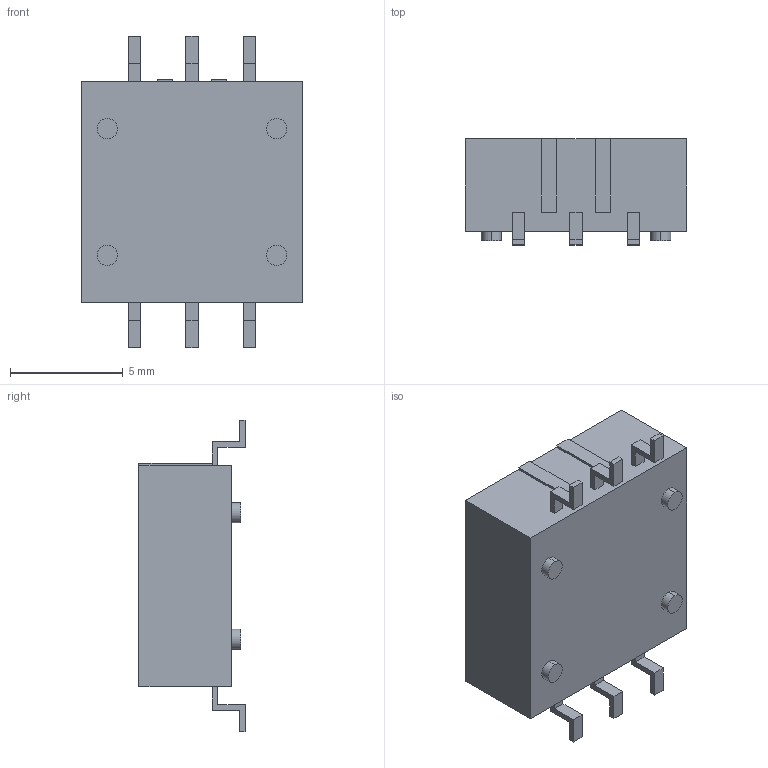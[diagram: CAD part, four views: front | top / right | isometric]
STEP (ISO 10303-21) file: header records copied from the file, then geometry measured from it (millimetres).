
FILE_DESCRIPTION (( 'STEP AP203' ), '1' );
FILE_NAME ('A6RS_162RF_P.step', '2014-02-05T01:12:18', ( 'OSMC1.0 匠エンジニアリング山之内' ), ( 'TAKUMI-Engniaring' ), 'SwSTEP 2.0', 'SolidWorks 2002025', '' );
FILE_SCHEMA (( 'CONFIG_CONTROL_DESIGN' ));
Length unit declared in the file: millimetre
Products named in the file (1): A6RS_162RF_P
Bounding box: 9.8 x 4.7 x 13.8 mm (x, y, z)
Volume: 394.6 mm3; surface area: 397.9 mm2
Topology: 1 solids, 1 shells, 91 faces, 231 edges, 154 vertices
Faces by surface type: plane 81, cylinder 10
Entity records: 2782 total; most frequent: CARTESIAN_POINT 477, ORIENTED_EDGE 462, DIRECTION 435, EDGE_CURVE 231, LINE 211, VECTOR 211, VERTEX_POINT 154, AXIS2_PLACEMENT_3D 112
